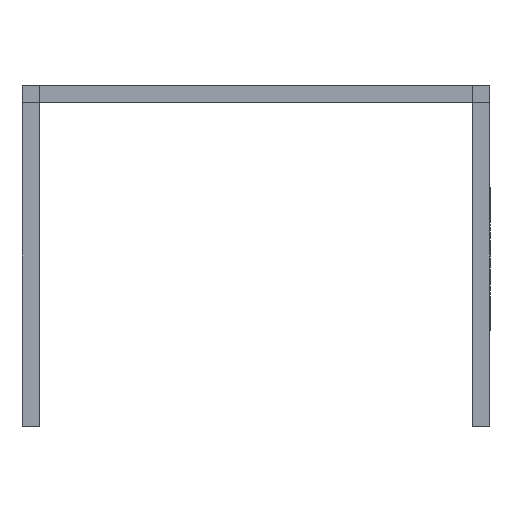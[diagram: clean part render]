
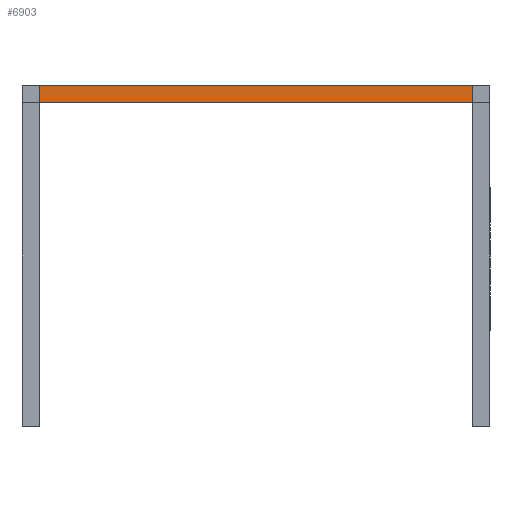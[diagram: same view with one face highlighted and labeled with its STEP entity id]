
A CAD part, front view. The second image highlights one B-rep face of the part: STEP entity #6903.
In plain terms, the highlighted planar face has unit normal (0, -1, 0).
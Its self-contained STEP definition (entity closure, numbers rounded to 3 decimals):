
#2442 = DIRECTION ( 'NONE',  ( 1., 0., 0. ) ) ;
#2920 = LINE ( 'NONE', #9903, #12307 ) ;
#3475 = EDGE_CURVE ( 'NONE', #16185, #13280, #15705, .T. ) ;
#3986 = AXIS2_PLACEMENT_3D ( 'NONE', #18886, #18806, #18780 ) ;
#4243 = CARTESIAN_POINT ( 'NONE',  ( -27.5, -1500., 0. ) ) ;
#5361 = VERTEX_POINT ( 'NONE', #19488 ) ;
#6903 = ADVANCED_FACE ( 'NONE', ( #13417 ), #18830, .T. ) ;
#9903 = CARTESIAN_POINT ( 'NONE',  ( -25.5, -1500., -2. ) ) ;
#10350 = DIRECTION ( 'NONE',  ( 0., 0., 1. ) ) ;
#10778 = CARTESIAN_POINT ( 'NONE',  ( -25.5, -1500., -2. ) ) ;
#11044 = CARTESIAN_POINT ( 'NONE',  ( 25.5, -1500., -2. ) ) ;
#11965 = ORIENTED_EDGE ( 'NONE', *, *, #12643, .F. ) ;
#12235 = ORIENTED_EDGE ( 'NONE', *, *, #3475, .T. ) ;
#12307 = VECTOR ( 'NONE', #10350, 1000. ) ;
#12359 = CARTESIAN_POINT ( 'NONE',  ( -27.5, -1500., -2. ) ) ;
#12643 = EDGE_CURVE ( 'NONE', #17318, #5361, #2920, .T. ) ;
#13280 = VERTEX_POINT ( 'NONE', #15986 ) ;
#13417 = FACE_OUTER_BOUND ( 'NONE', #15905, .T. ) ;
#14813 = ORIENTED_EDGE ( 'NONE', *, *, #16569, .F. ) ;
#15430 = VECTOR ( 'NONE', #17678, 1000. ) ;
#15705 = LINE ( 'NONE', #17683, #15430 ) ;
#15905 = EDGE_LOOP ( 'NONE', ( #11965, #18688, #12235, #14813 ) ) ;
#15986 = CARTESIAN_POINT ( 'NONE',  ( 25.5, -1500., 0. ) ) ;
#16185 = VERTEX_POINT ( 'NONE', #11044 ) ;
#16569 = EDGE_CURVE ( 'NONE', #5361, #13280, #18709, .T. ) ;
#17318 = VERTEX_POINT ( 'NONE', #10778 ) ;
#17678 = DIRECTION ( 'NONE',  ( 0., 0., 1. ) ) ;
#17683 = CARTESIAN_POINT ( 'NONE',  ( 25.5, -1500., -2. ) ) ;
#17989 = EDGE_CURVE ( 'NONE', #17318, #16185, #19994, .T. ) ;
#18367 = VECTOR ( 'NONE', #2442, 1000. ) ;
#18688 = ORIENTED_EDGE ( 'NONE', *, *, #17989, .T. ) ;
#18709 = LINE ( 'NONE', #4243, #18726 ) ;
#18726 = VECTOR ( 'NONE', #19824, 1000. ) ;
#18780 = DIRECTION ( 'NONE',  ( 0., 0., -1. ) ) ;
#18806 = DIRECTION ( 'NONE',  ( 0., -1., 0. ) ) ;
#18830 = PLANE ( 'NONE',  #3986 ) ;
#18886 = CARTESIAN_POINT ( 'NONE',  ( -25.5, -1500., -2. ) ) ;
#19488 = CARTESIAN_POINT ( 'NONE',  ( -25.5, -1500., 0. ) ) ;
#19824 = DIRECTION ( 'NONE',  ( 1., 0., 0. ) ) ;
#19994 = LINE ( 'NONE', #12359, #18367 ) ;
